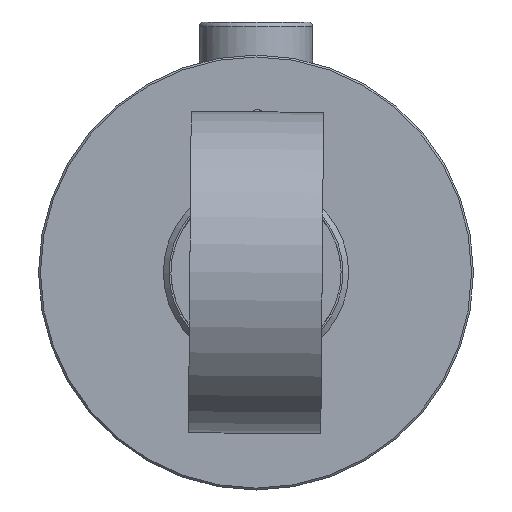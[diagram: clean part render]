
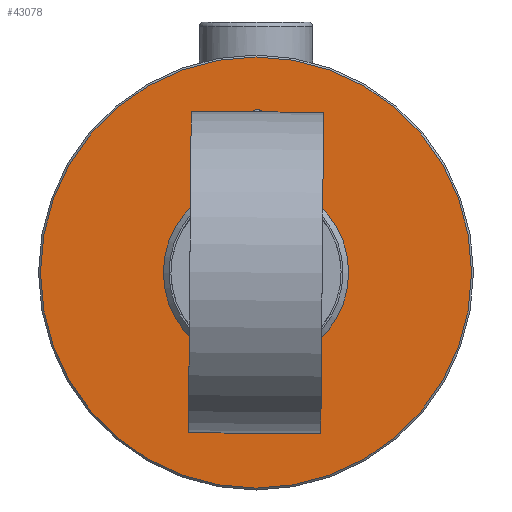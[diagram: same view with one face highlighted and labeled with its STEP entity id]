
A CAD part, front view. The second image highlights one B-rep face of the part: STEP entity #43078.
In plain terms, the highlighted planar face has unit normal (0, -1, 0).
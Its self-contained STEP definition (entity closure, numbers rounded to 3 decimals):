
#43044=CARTESIAN_POINT('',(0.,-415.0,114.));
#43045=VERTEX_POINT('',#43044);
#43046=CARTESIAN_POINT('',(0.0,-415.,0.));
#43047=DIRECTION('',(0.0,1.0,0.0));
#43048=DIRECTION('',(0.0,0.0,-1.0));
#43049=AXIS2_PLACEMENT_3D('',#43046,#43047,#43048);
#43050=CIRCLE('',#43049,114.);
#43051=EDGE_CURVE('',#43045,#43045,#43050,.T.);
#43059=CARTESIAN_POINT('',(0.0,-415.0,82.));
#43060=DIRECTION('',(0.0,-1.0,0.0));
#43061=DIRECTION('',(0.0,0.0,-1.0));
#43062=AXIS2_PLACEMENT_3D('',#43059,#43060,#43061);
#43063=PLANE('',#43062);
#43064=ORIENTED_EDGE('',*,*,#43051,.F.);
#43065=EDGE_LOOP('',(#43064));
#43066=FACE_OUTER_BOUND('',#43065,.T.);
#43067=CARTESIAN_POINT('',(0.0,-415.0,49.));
#43068=VERTEX_POINT('',#43067);
#43069=CARTESIAN_POINT('',(0.0,-415.,0.));
#43070=DIRECTION('',(0.0,1.0,0.));
#43071=DIRECTION('',(0.0,0.,1.0));
#43072=AXIS2_PLACEMENT_3D('',#43069,#43070,#43071);
#43073=CIRCLE('',#43072,49.);
#43074=EDGE_CURVE('',#43068,#43068,#43073,.T.);
#43075=ORIENTED_EDGE('',*,*,#43074,.T.);
#43076=EDGE_LOOP('',(#43075));
#43077=FACE_BOUND('',#43076,.T.);
#43078=ADVANCED_FACE('',(#43066,#43077),#43063,.T.);
